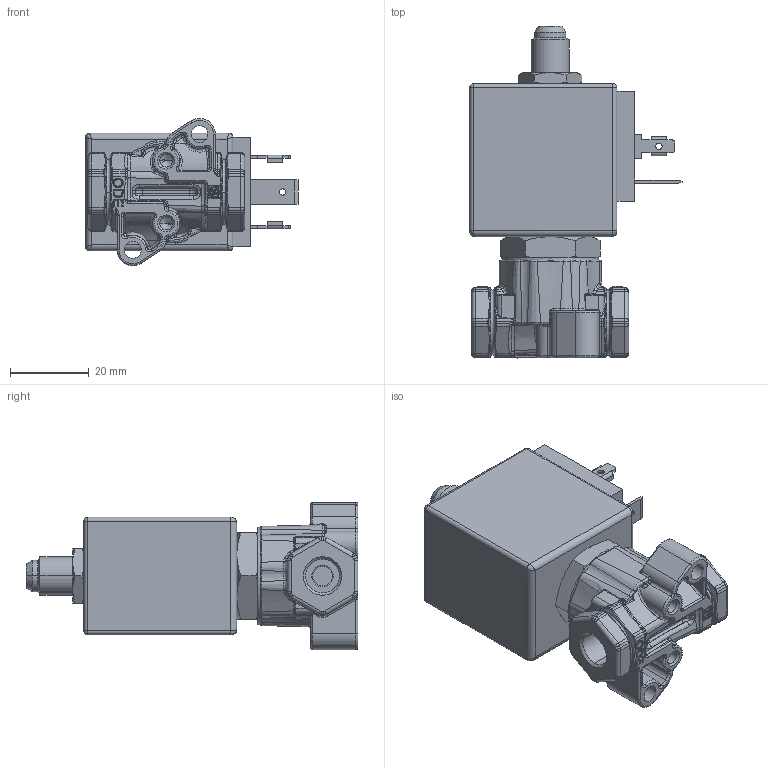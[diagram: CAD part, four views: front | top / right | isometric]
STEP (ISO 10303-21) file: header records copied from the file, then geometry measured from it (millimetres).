
FILE_DESCRIPTION((''),'2;1');
FILE_NAME('31AP1A1V15_T0_ASM','2015-09-03T',('manzoniste'),('O.D.E.'),'PRO/ENGINEER BY PARAMETRIC TECHNOLOGY CORPORATION, 2011410','PRO/ENGINEER BY PARAMETRIC TECHNOLOGY CORPORATION, 2011410','');
FILE_SCHEMA(('CONFIG_CONTROL_DESIGN','SHAPE_APPEARANCE_LAYERS_GROUPS'));
Products named in the file (1): 31AP1A1V15_T0_ASM
Bounding box: 54.15 x 84.55 x 37.47 mm (x, y, z)
Volume: 17588.8 mm3; surface area: 44091.1 mm2
Topology: 2 solids, 8 shells, 2262 faces, 5653 edges, 3387 vertices
Faces by surface type: plane 762, cylinder 645, bspline 435, torus 216, cone 126, extrusion 42, sphere 36
Entity records: 103969 total; most frequent: CARTESIAN_POINT 37622, ORIENTED_EDGE 11176, DIRECTION 9266, EDGE_CURVE 5641, PRESENTATION_STYLE_ASSIGNMENT 4646, STYLED_ITEM 4646, CURVE_STYLE 4059, VERTEX_POINT 3387
